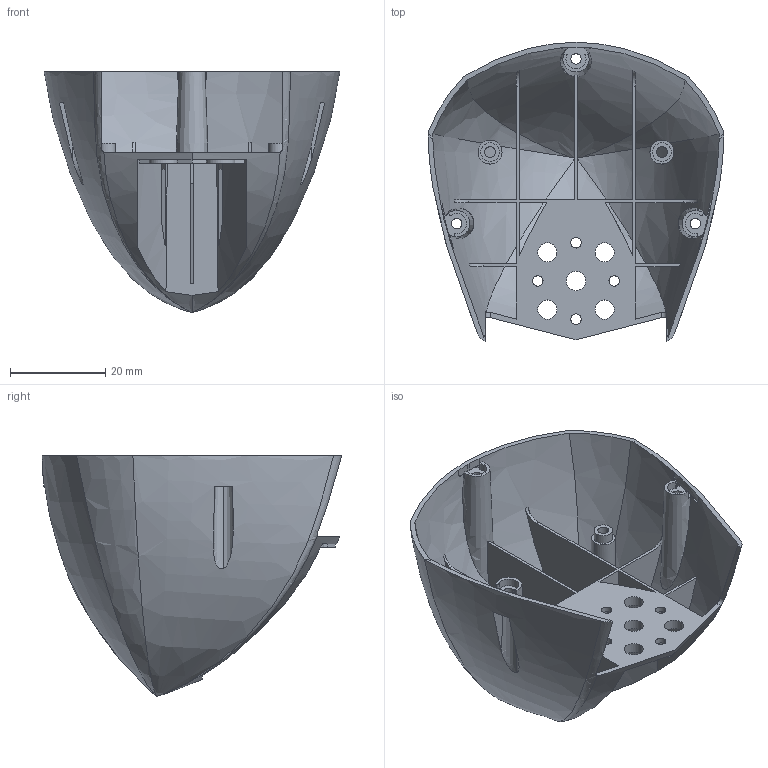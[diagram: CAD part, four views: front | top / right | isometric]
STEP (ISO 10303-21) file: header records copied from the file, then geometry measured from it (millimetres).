
FILE_DESCRIPTION((''),'2;1');
FILE_NAME('PRT_BIO2_SKIN_HEAD_FINAL_R_V2','2010-12-08T',('yunever'),(''),'PRO/ENGINEER BY PARAMETRIC TECHNOLOGY CORPORATION, 2009060','PRO/ENGINEER BY PARAMETRIC TECHNOLOGY CORPORATION, 2009060','');
FILE_SCHEMA(('CONFIG_CONTROL_DESIGN'));
Length unit declared in the file: millimetre
Products named in the file (1): PRT_BIO2_SKIN_HEAD_FINAL_R_V2
Bounding box: 62 x 62.77 x 50.5 mm (x, y, z)
Volume: 11497.3 mm3; surface area: 25090.8 mm2
Topology: 1 solids, 1 shells, 255 faces, 701 edges, 453 vertices
Faces by surface type: plane 137, cylinder 55, bspline 43, cone 11, extrusion 9
Entity records: 13793 total; most frequent: CARTESIAN_POINT 7796, ORIENTED_EDGE 1376, DIRECTION 983, EDGE_CURVE 688, VERTEX_POINT 453, VECTOR 335, LINE 326, AXIS2_PLACEMENT_3D 324
